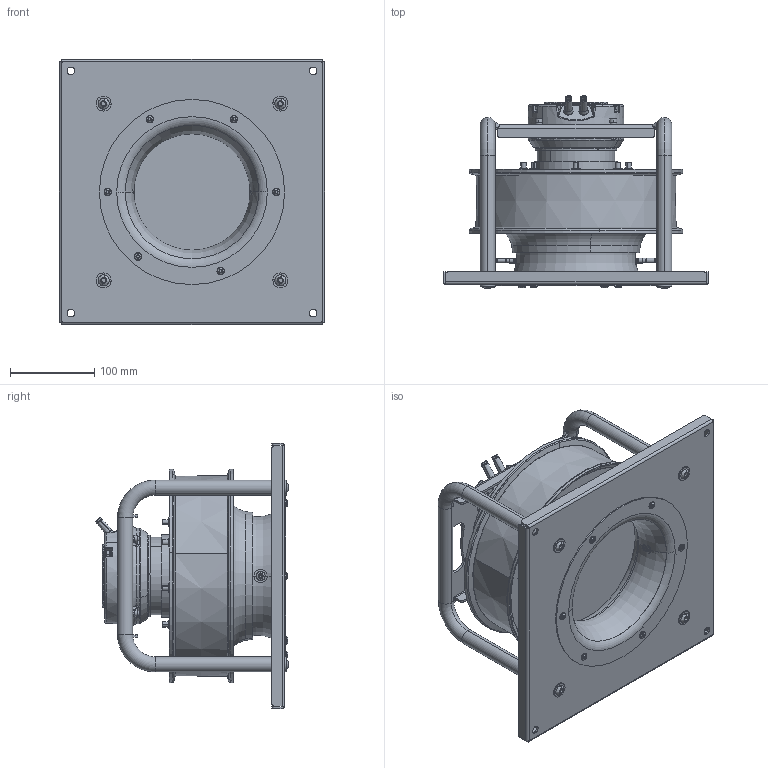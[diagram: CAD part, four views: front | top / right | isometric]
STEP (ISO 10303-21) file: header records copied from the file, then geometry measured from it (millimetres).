
FILE_DESCRIPTION((''),'2;1');
FILE_NAME('1187375_ASM','2023-08-30T09:36:22',('mkulawiak'),(''),'CREO PARAMETRIC BY PTC INC, 2022484','CREO PARAMETRIC BY PTC INC, 2022484','');
FILE_SCHEMA(('CONFIG_CONTROL_DESIGN'));
Length unit declared in the file: millimetre
Products named in the file (26): 1187531; 1187529; FILLET_WELD_ID_1315; 1176184; 1187526_ASM; 1167306; 1167307; 1167305_ASM; 1165531; 1188746; FAN_MOTOR_225_03_FLANGE_ASM; 1166269; 1195166; 1173619; 1173620; 1111787; 1187376_ASM; 1187378; 1187379; PLAIN_WSH_M5; SPRING_WASHER_M5; SOCKET_BOLT_M5X20; 1169191; 1195167; 1195169; 1187375_ASM
Assembly tree (67 placements, depth 4):
  1187375_ASM
    1187526_ASM
      1187531  x2
      1187529
      FILLET_WELD_ID_1315
      1176184  x4
    1187376_ASM
      1167305_ASM
        1167306
        1167307
      FAN_MOTOR_225_03_FLANGE_ASM
        1165531
        1188746  x7
      1166269
      1195166  x7
      1173619  x2
      1173620  x2
      1111787  x2
    1187378  x4
    1187379  x4
    PLAIN_WSH_M5  x4
    SPRING_WASHER_M5  x4
    SOCKET_BOLT_M5X20  x4
    1169191
    1195167  x4
    1195169  x6
Bounding box: 315 x 228.81 x 315 mm (x, y, z)
Volume: 3688841.4 mm3; surface area: 797026.9 mm2
Topology: 67 solids, 106 shells, 2882 faces, 7672 edges, 4971 vertices
Faces by surface type: plane 1169, cylinder 1110, torus 239, cone 226, bspline 128, sphere 10
Entity records: 51748 total; most frequent: CARTESIAN_POINT 18961, DIRECTION 6973, ORIENTED_EDGE 6501, EDGE_CURVE 3443, AXIS2_PLACEMENT_3D 2872, VERTEX_POINT 2255, CIRCLE 1558, EDGE_LOOP 1430
